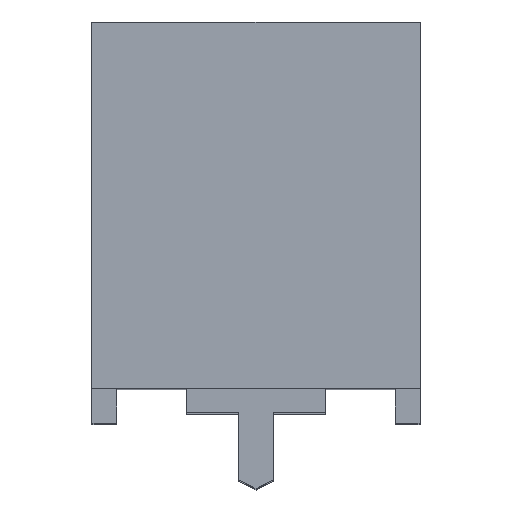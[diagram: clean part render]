
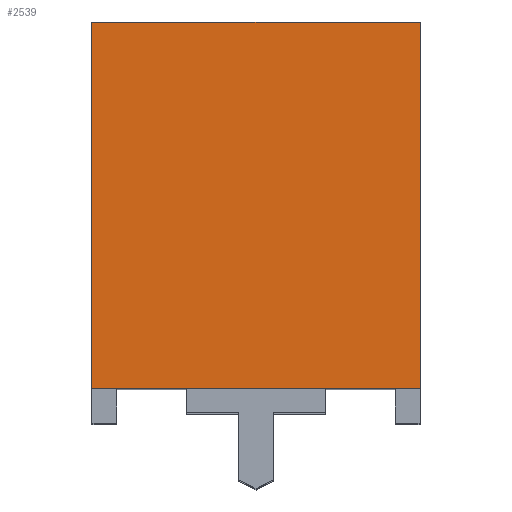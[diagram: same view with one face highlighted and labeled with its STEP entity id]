
A CAD part, top view. The second image highlights one B-rep face of the part: STEP entity #2539.
In plain terms, the highlighted planar face has unit normal (0, 0, 1).
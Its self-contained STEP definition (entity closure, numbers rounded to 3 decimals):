
#444 = VECTOR ( 'NONE', #446, 1000. ) ;
#446 = DIRECTION ( 'NONE',  ( 1., 0., 0. ) ) ;
#447 = LINE ( 'NONE', #448, #444 ) ;
#448 = CARTESIAN_POINT ( 'NONE',  ( -4.7, 0., 12.2 ) ) ;
#681 = CARTESIAN_POINT ( 'NONE',  ( 4.7, 0., 12.2 ) ) ;
#776 = CARTESIAN_POINT ( 'NONE',  ( -4.7, 0., 12.2 ) ) ;
#1967 = EDGE_CURVE ( 'NONE', #2077, #2069, #447, .T. ) ;
#2069 = VERTEX_POINT ( 'NONE', #681 ) ;
#2077 = VERTEX_POINT ( 'NONE', #776 ) ;
#2478 = ORIENTED_EDGE ( 'NONE', *, *, #2540, .F. ) ;
#2482 = EDGE_LOOP ( 'NONE', ( #2543, #2478, #2487, #2537 ) ) ;
#2487 = ORIENTED_EDGE ( 'NONE', *, *, #2488, .F. ) ;
#2488 = EDGE_CURVE ( 'NONE', #2562, #2561, #3797, .T. ) ;
#2537 = ORIENTED_EDGE ( 'NONE', *, *, #2538, .T. ) ;
#2538 = EDGE_CURVE ( 'NONE', #2562, #2077, #3909, .T. ) ;
#2539 = ADVANCED_FACE ( 'NONE', ( #3905 ), #3890, .T. ) ;
#2540 = EDGE_CURVE ( 'NONE', #2561, #2069, #3889, .T. ) ;
#2543 = ORIENTED_EDGE ( 'NONE', *, *, #1967, .T. ) ;
#2561 = VERTEX_POINT ( 'NONE', #3949 ) ;
#2562 = VERTEX_POINT ( 'NONE', #3948 ) ;
#3794 = DIRECTION ( 'NONE',  ( 1., 0., 0. ) ) ;
#3795 = VECTOR ( 'NONE', #3794, 1000. ) ;
#3796 = CARTESIAN_POINT ( 'NONE',  ( -4.7, 10.5, 12.2 ) ) ;
#3797 = LINE ( 'NONE', #3796, #3795 ) ;
#3885 = DIRECTION ( 'NONE',  ( 1., 0., 0. ) ) ;
#3886 = DIRECTION ( 'NONE',  ( 0., 0., 1. ) ) ;
#3887 = CARTESIAN_POINT ( 'NONE',  ( -4.7, 0., 12.2 ) ) ;
#3888 = AXIS2_PLACEMENT_3D ( 'NONE', #3887, #3886, #3885 ) ;
#3889 = LINE ( 'NONE', #3939, #3938 ) ;
#3890 = PLANE ( 'NONE',  #3888 ) ;
#3905 = FACE_OUTER_BOUND ( 'NONE', #2482, .T. ) ;
#3906 = DIRECTION ( 'NONE',  ( 0., -1., 0. ) ) ;
#3907 = VECTOR ( 'NONE', #3906, 1000. ) ;
#3908 = CARTESIAN_POINT ( 'NONE',  ( -4.7, 0., 12.2 ) ) ;
#3909 = LINE ( 'NONE', #3908, #3907 ) ;
#3937 = DIRECTION ( 'NONE',  ( 0., -1., 0. ) ) ;
#3938 = VECTOR ( 'NONE', #3937, 1000. ) ;
#3939 = CARTESIAN_POINT ( 'NONE',  ( 4.7, 0., 12.2 ) ) ;
#3948 = CARTESIAN_POINT ( 'NONE',  ( -4.7, 10.5, 12.2 ) ) ;
#3949 = CARTESIAN_POINT ( 'NONE',  ( 4.7, 10.5, 12.2 ) ) ;
